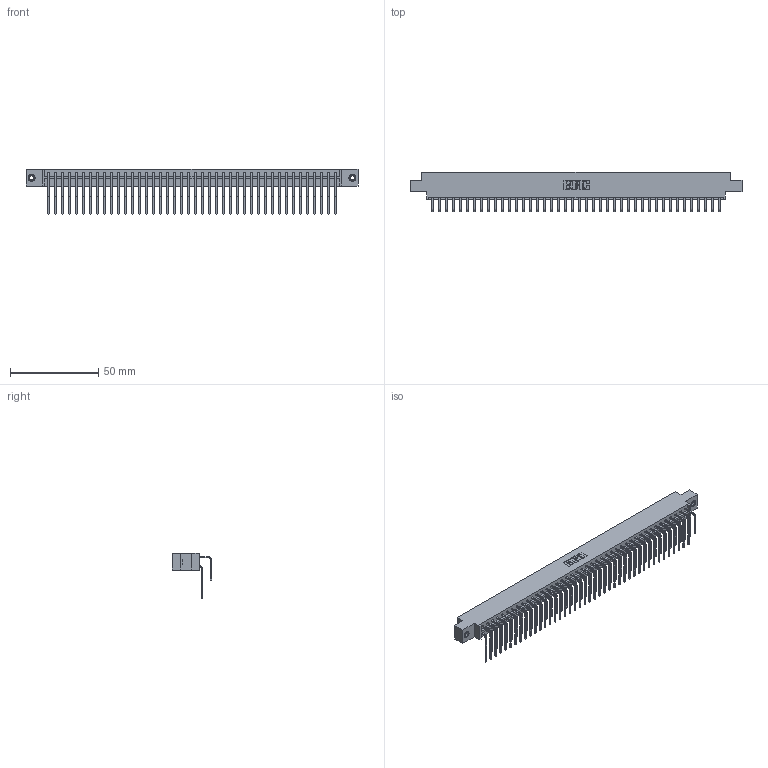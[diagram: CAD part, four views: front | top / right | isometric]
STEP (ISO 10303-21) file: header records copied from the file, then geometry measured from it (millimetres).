
FILE_DESCRIPTION (( 'STEP AP203' ), '1' );
FILE_NAME ('333-084-558-808.STEP', '2018-08-05T05:14:51', ( '' ), ( '' ), 'SwSTEP 2.0', 'SolidWorks 2016', '' );
FILE_SCHEMA (( 'CONFIG_CONTROL_DESIGN' ));
Length unit declared in the file: inch
Products named in the file (5): 345-292-001_558 559 Tail - 1; 345-292-001_558 Tail - 2; 345-250-001_345-250-003-102; 333-084-558-808; 333 Part_Offset - .156 Dia - TI
Assembly tree (87 placements, depth 2):
  333-084-558-808
    333 Part_Offset - .156 Dia - TI
    345-292-001_558 559 Tail - 1  x42
    345-292-001_558 Tail - 2  x42
    345-250-001_345-250-003-102  x2
Bounding box: 187.96 x 22.17 x 25.53 mm (x, y, z)
Volume: 19439.9 mm3; surface area: 25639.1 mm2
Topology: 87 solids, 87 shells, 4714 faces, 13983 edges, 9202 vertices
Faces by surface type: plane 3298, cylinder 1400, cone 12, torus 4
Entity records: 30122 total; most frequent: CARTESIAN_POINT 5028, ORIENTED_EDGE 4906, DIRECTION 4307, EDGE_CURVE 2453, LINE 2265, VECTOR 2265, VERTEX_POINT 1628, AXIS2_PLACEMENT_3D 1021
